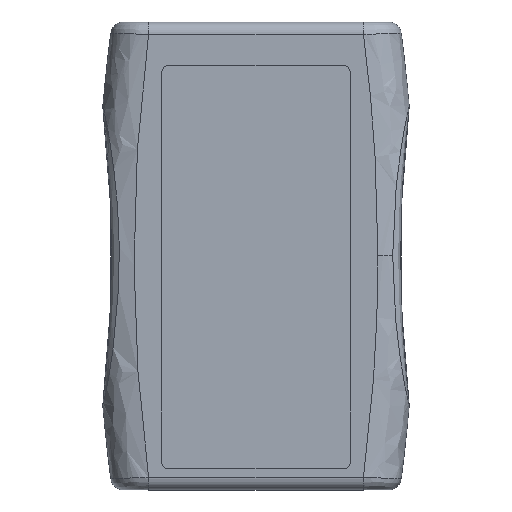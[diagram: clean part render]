
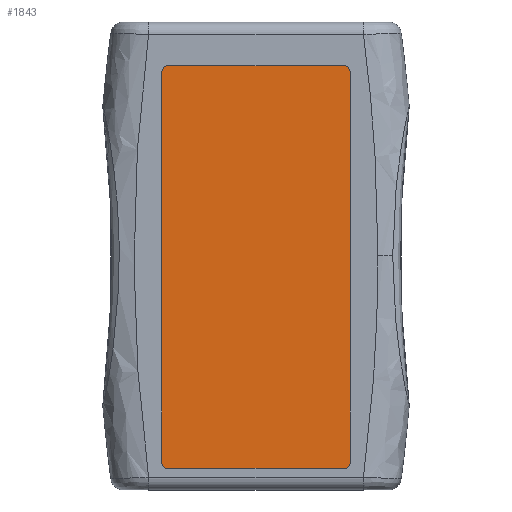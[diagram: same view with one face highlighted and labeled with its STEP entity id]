
A CAD part, top view. The second image highlights one B-rep face of the part: STEP entity #1843.
In plain terms, the highlighted planar face has unit normal (0, 0, -1).
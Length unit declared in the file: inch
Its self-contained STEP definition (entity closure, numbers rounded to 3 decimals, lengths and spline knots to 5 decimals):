
#673 = LINE ( 'NONE', #5758, #7364 ) ;
#950 = CIRCLE ( 'NONE', #2684, 0.05 ) ;
#1017 = ORIENTED_EDGE ( 'NONE', *, *, #3182, .T. ) ;
#1033 = VECTOR ( 'NONE', #3040, 39.37008 ) ;
#1212 = VERTEX_POINT ( 'NONE', #5033 ) ;
#1333 = VERTEX_POINT ( 'NONE', #4215 ) ;
#1376 = VERTEX_POINT ( 'NONE', #5080 ) ;
#1503 = VERTEX_POINT ( 'NONE', #5496 ) ;
#1509 = VERTEX_POINT ( 'NONE', #4796 ) ;
#1560 = VERTEX_POINT ( 'NONE', #4716 ) ;
#1567 = VERTEX_POINT ( 'NONE', #4528 ) ;
#1597 = CIRCLE ( 'NONE', #5140, 0.05 ) ;
#1843 = ADVANCED_FACE ( 'NONE', ( #6211 ), #6625, .T. ) ;
#1955 = CIRCLE ( 'NONE', #4679, 0.05 ) ;
#2124 = EDGE_CURVE ( 'NONE', #1560, #1212, #1597, .T. ) ;
#2128 = DIRECTION ( 'NONE',  ( -1., 0., 0. ) ) ;
#2136 = DIRECTION ( 'NONE',  ( 0., 0., -1. ) ) ;
#2145 = CARTESIAN_POINT ( 'NONE',  ( -0.7, -1.6395, 0.46 ) ) ;
#2259 = ORIENTED_EDGE ( 'NONE', *, *, #6166, .T. ) ;
#2277 = CIRCLE ( 'NONE', #4838, 0.05 ) ;
#2455 = VERTEX_POINT ( 'NONE', #4780 ) ;
#2684 = AXIS2_PLACEMENT_3D ( 'NONE', #7104, #7102, #7093 ) ;
#3015 = VECTOR ( 'NONE', #7042, 39.37008 ) ;
#3024 = LINE ( 'NONE', #7069, #3015 ) ;
#3040 = DIRECTION ( 'NONE',  ( 0., 1., 0. ) ) ;
#3182 = EDGE_CURVE ( 'NONE', #2455, #1333, #2277, .T. ) ;
#3254 = CARTESIAN_POINT ( 'NONE',  ( -0.75, -1.6895, 0.46 ) ) ;
#3641 = EDGE_CURVE ( 'NONE', #1567, #1376, #1955, .T. ) ;
#3735 = LINE ( 'NONE', #3254, #1033 ) ;
#4215 = CARTESIAN_POINT ( 'NONE',  ( 0.7, -1.6895, 0.46 ) ) ;
#4528 = CARTESIAN_POINT ( 'NONE',  ( -0.7, -1.6895, 0.46 ) ) ;
#4679 = AXIS2_PLACEMENT_3D ( 'NONE', #2145, #2136, #2128 ) ;
#4716 = CARTESIAN_POINT ( 'NONE',  ( 0.7, 1.5105, 0.46 ) ) ;
#4780 = CARTESIAN_POINT ( 'NONE',  ( 0.75, -1.6395, 0.46 ) ) ;
#4796 = CARTESIAN_POINT ( 'NONE',  ( -0.7, 1.5105, 0.46 ) ) ;
#4812 = ORIENTED_EDGE ( 'NONE', *, *, #6561, .T. ) ;
#4838 = AXIS2_PLACEMENT_3D ( 'NONE', #6629, #6626, #6619 ) ;
#5033 = CARTESIAN_POINT ( 'NONE',  ( 0.75, 1.4605, 0.46 ) ) ;
#5080 = CARTESIAN_POINT ( 'NONE',  ( -0.75, -1.6395, 0.46 ) ) ;
#5138 = ORIENTED_EDGE ( 'NONE', *, *, #5217, .T. ) ;
#5140 = AXIS2_PLACEMENT_3D ( 'NONE', #5658, #5655, #5648 ) ;
#5167 = CARTESIAN_POINT ( 'NONE',  ( -0.75, -1.6895, 0.46 ) ) ;
#5217 = EDGE_CURVE ( 'NONE', #1376, #1503, #3735, .T. ) ;
#5273 = DIRECTION ( 'NONE',  ( 1., 0., 0. ) ) ;
#5290 = CARTESIAN_POINT ( 'NONE',  ( -0.75, 1.5105, 0.46 ) ) ;
#5365 = EDGE_LOOP ( 'NONE', ( #5443, #5138, #2259, #6826, #5796, #4812, #1017, #5707 ) ) ;
#5443 = ORIENTED_EDGE ( 'NONE', *, *, #3641, .T. ) ;
#5496 = CARTESIAN_POINT ( 'NONE',  ( -0.75, 1.4605, 0.46 ) ) ;
#5648 = DIRECTION ( 'NONE',  ( -1., 0., 0. ) ) ;
#5655 = DIRECTION ( 'NONE',  ( 0., 0., -1. ) ) ;
#5658 = CARTESIAN_POINT ( 'NONE',  ( 0.7, 1.4605, 0.46 ) ) ;
#5707 = ORIENTED_EDGE ( 'NONE', *, *, #6258, .T. ) ;
#5719 = DIRECTION ( 'NONE',  ( 0., -1., 0. ) ) ;
#5758 = CARTESIAN_POINT ( 'NONE',  ( 0.75, -1.6895, 0.46 ) ) ;
#5796 = ORIENTED_EDGE ( 'NONE', *, *, #2124, .T. ) ;
#6036 = AXIS2_PLACEMENT_3D ( 'NONE', #5167, #6565, #6604 ) ;
#6166 = EDGE_CURVE ( 'NONE', #1503, #1509, #950, .T. ) ;
#6211 = FACE_OUTER_BOUND ( 'NONE', #5365, .T. ) ;
#6258 = EDGE_CURVE ( 'NONE', #1333, #1567, #3024, .T. ) ;
#6561 = EDGE_CURVE ( 'NONE', #1212, #2455, #673, .T. ) ;
#6565 = DIRECTION ( 'NONE',  ( 0., 0., -1. ) ) ;
#6604 = DIRECTION ( 'NONE',  ( -1., 0., 0. ) ) ;
#6619 = DIRECTION ( 'NONE',  ( -1., 0., 0. ) ) ;
#6625 = PLANE ( 'NONE',  #6036 ) ;
#6626 = DIRECTION ( 'NONE',  ( 0., 0., -1. ) ) ;
#6629 = CARTESIAN_POINT ( 'NONE',  ( 0.7, -1.6395, 0.46 ) ) ;
#6675 = EDGE_CURVE ( 'NONE', #1509, #1560, #7265, .T. ) ;
#6826 = ORIENTED_EDGE ( 'NONE', *, *, #6675, .T. ) ;
#7042 = DIRECTION ( 'NONE',  ( -1., 0., 0. ) ) ;
#7069 = CARTESIAN_POINT ( 'NONE',  ( -0.75, -1.6895, 0.46 ) ) ;
#7093 = DIRECTION ( 'NONE',  ( -1., 0., 0. ) ) ;
#7102 = DIRECTION ( 'NONE',  ( 0., 0., -1. ) ) ;
#7104 = CARTESIAN_POINT ( 'NONE',  ( -0.7, 1.4605, 0.46 ) ) ;
#7258 = VECTOR ( 'NONE', #5273, 39.37008 ) ;
#7265 = LINE ( 'NONE', #5290, #7258 ) ;
#7364 = VECTOR ( 'NONE', #5719, 39.37008 ) ;
